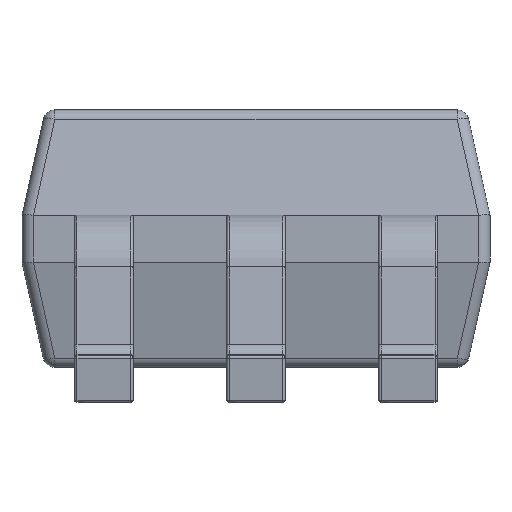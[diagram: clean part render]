
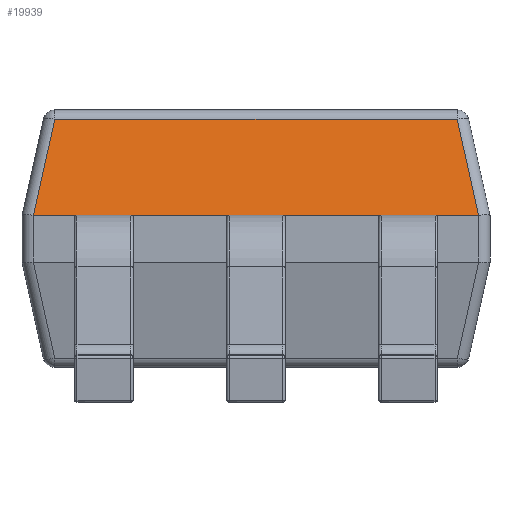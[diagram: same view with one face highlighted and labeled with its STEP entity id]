
A CAD part, left-side view. The second image highlights one B-rep face of the part: STEP entity #19939.
In plain terms, the highlighted planar face has unit normal (-0.976, 0, 0.217).
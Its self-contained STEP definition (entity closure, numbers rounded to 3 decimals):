
#20 = VECTOR ( 'NONE', #14253, 1000. ) ;
#390 = VERTEX_POINT ( 'NONE', #12606 ) ;
#392 = PLANE ( 'NONE',  #14137 ) ;
#787 = DIRECTION ( 'NONE',  ( -0.212, 0.212, -0.954 ) ) ;
#2323 = ORIENTED_EDGE ( 'NONE', *, *, #3328, .T. ) ;
#2540 = EDGE_LOOP ( 'NONE', ( #27250, #31315, #27695, #21834, #18859, #2323 ) ) ;
#2757 = CARTESIAN_POINT ( 'NONE',  ( -0.512, -0.813, 1.372 ) ) ;
#2967 = VECTOR ( 'NONE', #787, 1000. ) ;
#3290 = CARTESIAN_POINT ( 'NONE',  ( -0.559, 0., 1.161 ) ) ;
#3328 = EDGE_CURVE ( 'NONE', #390, #8800, #33786, .T. ) ;
#4027 = DIRECTION ( 'NONE',  ( 0., 1., 0. ) ) ;
#6365 = VECTOR ( 'NONE', #25363, 1000. ) ;
#6379 = CARTESIAN_POINT ( 'NONE',  ( -0.65, 0.95, 0.75 ) ) ;
#7797 = VERTEX_POINT ( 'NONE', #34330 ) ;
#8213 = EDGE_CURVE ( 'NONE', #8800, #31235, #34609, .T. ) ;
#8800 = VERTEX_POINT ( 'NONE', #20940 ) ;
#11367 = CARTESIAN_POINT ( 'NONE',  ( -0.65, -0.95, 0.75 ) ) ;
#11625 = CARTESIAN_POINT ( 'NONE',  ( -0.65, -0.951, 0.75 ) ) ;
#11659 = CARTESIAN_POINT ( 'NONE',  ( -0.65, 0.951, 0.75 ) ) ;
#11884 = CARTESIAN_POINT ( 'NONE',  ( -0.65, 0.951, 0.75 ) ) ;
#12453 = LINE ( 'NONE', #15381, #26524 ) ;
#12606 = CARTESIAN_POINT ( 'NONE',  ( -0.559, -0.86, 1.161 ) ) ;
#13767 = VERTEX_POINT ( 'NONE', #11367 ) ;
#14137 = AXIS2_PLACEMENT_3D ( 'NONE', #26682, #18301, #26877 ) ;
#14253 = DIRECTION ( 'NONE',  ( 0.212, 0.212, 0.954 ) ) ;
#14368 = EDGE_CURVE ( 'NONE', #13767, #7797, #27731, .T. ) ;
#15381 = CARTESIAN_POINT ( 'NONE',  ( -0.65, 1., 0.75 ) ) ;
#16356 = EDGE_CURVE ( 'NONE', #7797, #390, #28482, .T. ) ;
#17060 = FACE_OUTER_BOUND ( 'NONE', #2540, .T. ) ;
#17123 = CARTESIAN_POINT ( 'NONE',  ( -0.65, -0.95, 0.75 ) ) ;
#17503 =( BOUNDED_CURVE ( )  B_SPLINE_CURVE ( 3, ( #34548, #11884, #6379, #23187 ),
 .UNSPECIFIED., .F., .T. ) 
 B_SPLINE_CURVE_WITH_KNOTS ( ( 4, 4 ),
 ( 6.26, 6.283 ),
 .UNSPECIFIED. ) 
 CURVE ( )  GEOMETRIC_REPRESENTATION_ITEM ( )  RATIONAL_B_SPLINE_CURVE ( ( 1., 1., 1., 1. ) ) 
 REPRESENTATION_ITEM ( '' )  );
#18301 = DIRECTION ( 'NONE',  ( -0.976, 0., 0.217 ) ) ;
#18859 = ORIENTED_EDGE ( 'NONE', *, *, #16356, .T. ) ;
#19847 = CARTESIAN_POINT ( 'NONE',  ( -0.65, -0.951, 0.75 ) ) ;
#19939 = ADVANCED_FACE ( 'NONE', ( #17060 ), #392, .T. ) ;
#20696 = CARTESIAN_POINT ( 'NONE',  ( -0.512, 0.813, 1.372 ) ) ;
#20940 = CARTESIAN_POINT ( 'NONE',  ( -0.559, 0.86, 1.161 ) ) ;
#21834 = ORIENTED_EDGE ( 'NONE', *, *, #14368, .T. ) ;
#23187 = CARTESIAN_POINT ( 'NONE',  ( -0.65, 0.95, 0.75 ) ) ;
#25363 = DIRECTION ( 'NONE',  ( 0., 1., 0. ) ) ;
#26524 = VECTOR ( 'NONE', #4027, 1000. ) ;
#26682 = CARTESIAN_POINT ( 'NONE',  ( -0.55, 0., 1.2 ) ) ;
#26877 = DIRECTION ( 'NONE',  ( 0., 1., 0. ) ) ;
#27250 = ORIENTED_EDGE ( 'NONE', *, *, #8213, .T. ) ;
#27695 = ORIENTED_EDGE ( 'NONE', *, *, #35573, .F. ) ;
#27731 =( BOUNDED_CURVE ( )  B_SPLINE_CURVE ( 3, ( #33572, #17123, #11625, #19847 ),
 .UNSPECIFIED., .F., .F. ) 
 B_SPLINE_CURVE_WITH_KNOTS ( ( 4, 4 ),
 ( 0., 0.024 ),
 .UNSPECIFIED. ) 
 CURVE ( )  GEOMETRIC_REPRESENTATION_ITEM ( )  RATIONAL_B_SPLINE_CURVE ( ( 1., 1., 1., 1. ) ) 
 REPRESENTATION_ITEM ( '' )  );
#27976 = VERTEX_POINT ( 'NONE', #34180 ) ;
#28482 = LINE ( 'NONE', #2757, #20 ) ;
#28922 = EDGE_CURVE ( 'NONE', #31235, #27976, #17503, .T. ) ;
#31235 = VERTEX_POINT ( 'NONE', #11659 ) ;
#31315 = ORIENTED_EDGE ( 'NONE', *, *, #28922, .T. ) ;
#33572 = CARTESIAN_POINT ( 'NONE',  ( -0.65, -0.95, 0.75 ) ) ;
#33786 = LINE ( 'NONE', #3290, #6365 ) ;
#34180 = CARTESIAN_POINT ( 'NONE',  ( -0.65, 0.95, 0.75 ) ) ;
#34330 = CARTESIAN_POINT ( 'NONE',  ( -0.65, -0.951, 0.75 ) ) ;
#34548 = CARTESIAN_POINT ( 'NONE',  ( -0.65, 0.951, 0.75 ) ) ;
#34609 = LINE ( 'NONE', #20696, #2967 ) ;
#35573 = EDGE_CURVE ( 'NONE', #13767, #27976, #12453, .T. ) ;
